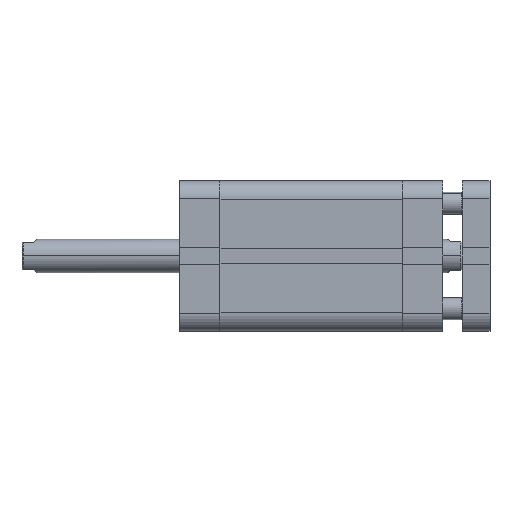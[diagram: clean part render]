
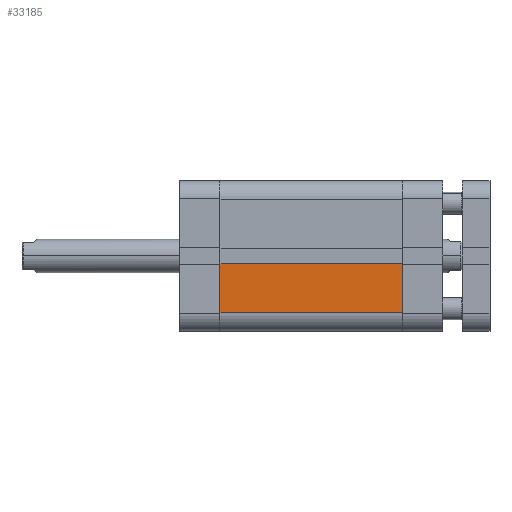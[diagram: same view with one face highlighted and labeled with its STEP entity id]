
A CAD part, front view. The second image highlights one B-rep face of the part: STEP entity #33185.
In plain terms, the highlighted planar face has unit normal (0, -1, 0).
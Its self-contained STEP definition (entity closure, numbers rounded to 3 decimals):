
#1044 = DIRECTION ( 'NONE',  ( 1., 0., 0. ) ) ;
#1282 = VERTEX_POINT ( 'NONE', #28123 ) ;
#2305 = DIRECTION ( 'NONE',  ( 0., 1., 0. ) ) ;
#3156 = VERTEX_POINT ( 'NONE', #18629 ) ;
#4074 = CARTESIAN_POINT ( 'NONE',  ( 0., -27.25, -2.8 ) ) ;
#4609 = CARTESIAN_POINT ( 'NONE',  ( 66.001, -27.25, -2.8 ) ) ;
#7299 = ORIENTED_EDGE ( 'NONE', *, *, #34014, .F. ) ;
#7937 = PLANE ( 'NONE',  #29146 ) ;
#8656 = LINE ( 'NONE', #37077, #25183 ) ;
#9175 = EDGE_LOOP ( 'NONE', ( #33943, #36591, #28105, #7299 ) ) ;
#10315 = EDGE_CURVE ( 'NONE', #21892, #33448, #8656, .T. ) ;
#10748 = DIRECTION ( 'NONE',  ( 0., 0., -1. ) ) ;
#13773 = DIRECTION ( 'NONE',  ( 0., 0., 1. ) ) ;
#13954 = CARTESIAN_POINT ( 'NONE',  ( 66., -27.25, -27.25 ) ) ;
#14918 = DIRECTION ( 'NONE',  ( 0., 0., -1. ) ) ;
#16373 = EDGE_CURVE ( 'NONE', #33448, #1282, #29276, .T. ) ;
#18629 = CARTESIAN_POINT ( 'NONE',  ( 66., -27.25, -2.8 ) ) ;
#21147 = DIRECTION ( 'NONE',  ( -1., 0., 0. ) ) ;
#21892 = VERTEX_POINT ( 'NONE', #4074 ) ;
#22293 = LINE ( 'NONE', #33788, #36404 ) ;
#24097 = VECTOR ( 'NONE', #21147, 1000. ) ;
#25183 = VECTOR ( 'NONE', #10748, 1000. ) ;
#26805 = CARTESIAN_POINT ( 'NONE',  ( 66., -27.25, -20.45 ) ) ;
#28105 = ORIENTED_EDGE ( 'NONE', *, *, #16373, .T. ) ;
#28123 = CARTESIAN_POINT ( 'NONE',  ( 66., -27.25, -20.45 ) ) ;
#29146 = AXIS2_PLACEMENT_3D ( 'NONE', #13954, #2305, #13773 ) ;
#29276 = LINE ( 'NONE', #26805, #32177 ) ;
#30816 = CARTESIAN_POINT ( 'NONE',  ( 0., -27.25, -20.45 ) ) ;
#31639 = EDGE_CURVE ( 'NONE', #3156, #21892, #35841, .T. ) ;
#32177 = VECTOR ( 'NONE', #1044, 1000. ) ;
#33185 = ADVANCED_FACE ( 'NONE', ( #36544 ), #7937, .F. ) ;
#33448 = VERTEX_POINT ( 'NONE', #30816 ) ;
#33788 = CARTESIAN_POINT ( 'NONE',  ( 66., -27.25, -27.25 ) ) ;
#33943 = ORIENTED_EDGE ( 'NONE', *, *, #31639, .T. ) ;
#34014 = EDGE_CURVE ( 'NONE', #3156, #1282, #22293, .T. ) ;
#35841 = LINE ( 'NONE', #4609, #24097 ) ;
#36404 = VECTOR ( 'NONE', #14918, 1000. ) ;
#36544 = FACE_OUTER_BOUND ( 'NONE', #9175, .T. ) ;
#36591 = ORIENTED_EDGE ( 'NONE', *, *, #10315, .T. ) ;
#37077 = CARTESIAN_POINT ( 'NONE',  ( 0., -27.25, -27.25 ) ) ;
